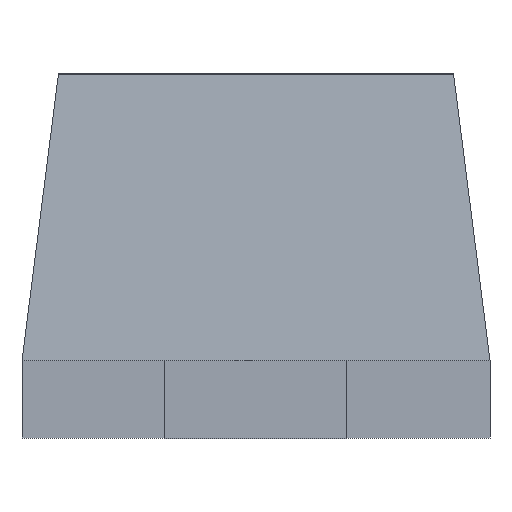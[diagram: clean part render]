
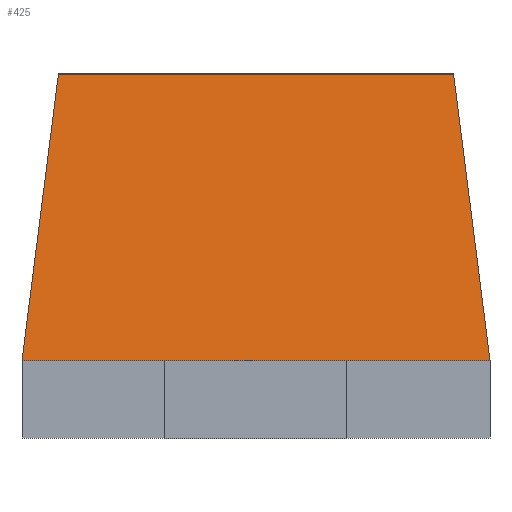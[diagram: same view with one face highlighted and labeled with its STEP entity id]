
A CAD part, left-side view. The second image highlights one B-rep face of the part: STEP entity #425.
In plain terms, the highlighted planar face has unit normal (-0.992, 0, 0.126).
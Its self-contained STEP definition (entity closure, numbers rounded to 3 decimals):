
#25=FACE_OUTER_BOUND('',#53,.T.);
#53=EDGE_LOOP('',(#285,#286,#287,#288));
#81=LINE('',#623,#137);
#82=LINE('',#625,#138);
#83=LINE('',#627,#139);
#84=LINE('',#628,#140);
#137=VECTOR('',#506,10.);
#138=VECTOR('',#507,10.);
#139=VECTOR('',#508,10.);
#140=VECTOR('',#509,10.);
#193=VERTEX_POINT('',#621);
#194=VERTEX_POINT('',#622);
#195=VERTEX_POINT('',#624);
#196=VERTEX_POINT('',#626);
#229=EDGE_CURVE('',#193,#194,#81,.T.);
#230=EDGE_CURVE('',#194,#195,#82,.T.);
#231=EDGE_CURVE('',#195,#196,#83,.T.);
#232=EDGE_CURVE('',#193,#196,#84,.T.);
#285=ORIENTED_EDGE('',*,*,#229,.T.);
#286=ORIENTED_EDGE('',*,*,#230,.T.);
#287=ORIENTED_EDGE('',*,*,#231,.T.);
#288=ORIENTED_EDGE('',*,*,#232,.F.);
#397=PLANE('',#471);
#425=ADVANCED_FACE('',(#25),#397,.T.);
#471=AXIS2_PLACEMENT_3D('',#620,#504,#505);
#504=DIRECTION('center_axis',(-0.992,0.,0.126));
#505=DIRECTION('ref_axis',(0.126,0.,0.992));
#506=DIRECTION('',(0.,1.,0.));
#507=DIRECTION('',(-0.125,0.125,-0.984));
#508=DIRECTION('',(0.,-1.,0.));
#509=DIRECTION('',(-0.125,-0.125,-0.984));
#620=CARTESIAN_POINT('Origin',(-0.615,0.225,0.425));
#621=CARTESIAN_POINT('',(-0.58,-0.38,0.7));
#622=CARTESIAN_POINT('',(-0.58,0.38,0.7));
#623=CARTESIAN_POINT('',(-0.58,0.225,0.7));
#624=CARTESIAN_POINT('',(-0.65,0.45,0.15));
#625=CARTESIAN_POINT('',(-0.58,0.38,0.7));
#626=CARTESIAN_POINT('',(-0.65,-0.45,0.15));
#627=CARTESIAN_POINT('',(-0.65,0.225,0.15));
#628=CARTESIAN_POINT('',(-0.58,-0.38,0.7));
